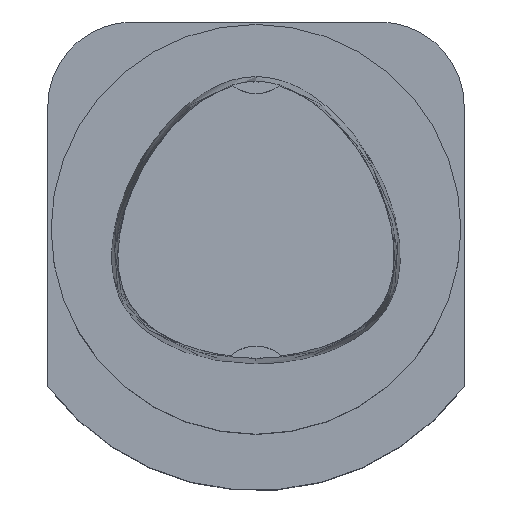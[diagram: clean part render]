
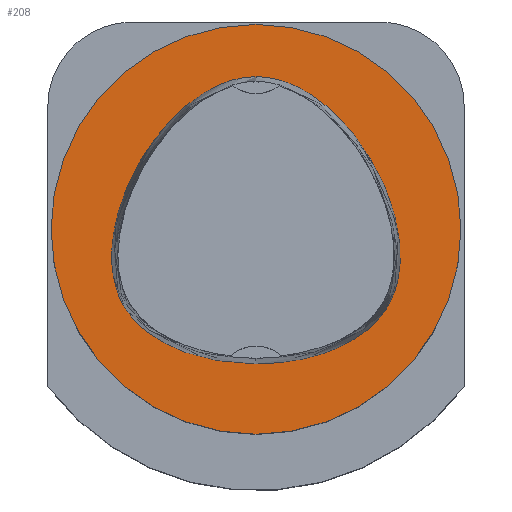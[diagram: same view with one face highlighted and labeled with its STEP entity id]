
A CAD part, top view. The second image highlights one B-rep face of the part: STEP entity #208.
In plain terms, the highlighted planar face has unit normal (0, 0, 1).
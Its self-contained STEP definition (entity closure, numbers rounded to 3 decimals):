
#205=EDGE_CURVE('240[2]',#364,#419,#446,.T.);
#208=ADVANCED_FACE('240[2]',(#449,#450),#451,.T.);
#241=EDGE_CURVE('240[2]',#491,#491,#492,.T.);
#272=EDGE_CURVE('240[2]',#419,#364,#528,.T.);
#364=VERTEX_POINT('',#889);
#419=VERTEX_POINT('',#997);
#446=B_SPLINE_CURVE_WITH_KNOTS('',3,(#1037,#1038,#1039,#1040,#1041,#1042,#1043,#1044,#1045,#1046,#1047,#1048,#1049,#1050,#1051,#1052,#1053,#1054,#1055,#1056),.UNSPECIFIED.,.F.,.F.,(4,2,2,2,2,2,2,2,2,4),(0.0,12.537,20.301,27.626,37.858,52.643,74.802,96.071,106.299,115.973),.UNSPECIFIED.);
#449=FACE_BOUND('',#1060,.T.);
#450=FACE_OUTER_BOUND('',#1061,.T.);
#451=PLANE('',#1062);
#491=VERTEX_POINT('',#1132);
#492=CIRCLE('',#1133,31.493);
#528=B_SPLINE_CURVE_WITH_KNOTS('',3,(#1409,#1410,#1411,#1412,#1413,#1414,#1415,#1416,#1417,#1418,#1419,#1420,#1421,#1422,#1423,#1424,#1425,#1426,#1427,#1428),.UNSPECIFIED.,.F.,.F.,(4,2,2,2,2,2,2,2,2,4),(0.0,4.776,11.273,21.392,34.435,42.606,50.255,61.049,76.294,98.645),.UNSPECIFIED.);
#889=CARTESIAN_POINT('',(0.,-20.675,0.));
#997=CARTESIAN_POINT('',(0.,23.475,0.));
#1037=CARTESIAN_POINT('',(0.07,-20.675,0.));
#1038=CARTESIAN_POINT('',(-4.109,-20.683,0.));
#1039=CARTESIAN_POINT('',(-8.287,-19.956,0.));
#1040=CARTESIAN_POINT('',(-14.082,-17.605,0.));
#1041=CARTESIAN_POINT('',(-16.208,-16.371,0.));
#1042=CARTESIAN_POINT('',(-19.575,-13.185,0.));
#1043=CARTESIAN_POINT('',(-20.433,-11.678,0.));
#1044=CARTESIAN_POINT('',(-21.622,-8.993,0.));
#1045=CARTESIAN_POINT('',(-21.993,-7.308,0.));
#1046=CARTESIAN_POINT('',(-22.314,-3.133,0.));
#1047=CARTESIAN_POINT('',(-22.006,-0.592,0.));
#1048=CARTESIAN_POINT('',(-20.497,5.424,0.));
#1049=CARTESIAN_POINT('',(-18.839,9.102,0.));
#1050=CARTESIAN_POINT('',(-14.476,15.583,0.));
#1051=CARTESIAN_POINT('',(-11.858,18.355,0.));
#1052=CARTESIAN_POINT('',(-7.62,21.285,0.));
#1053=CARTESIAN_POINT('',(-6.128,22.093,0.));
#1054=CARTESIAN_POINT('',(-3.063,23.182,0.));
#1055=CARTESIAN_POINT('',(-1.51,23.484,0.));
#1056=CARTESIAN_POINT('',(0.07,23.475,0.));
#1060=EDGE_LOOP('',(#1607,#1608));
#1061=EDGE_LOOP('',(#1609));
#1062=AXIS2_PLACEMENT_3D('',#1610,#1611,#1612);
#1132=CARTESIAN_POINT('',(-31.493,0.,0.));
#1133=AXIS2_PLACEMENT_3D('',#1657,#1658,#1659);
#1409=CARTESIAN_POINT('',(-0.07,23.475,0.));
#1410=CARTESIAN_POINT('',(1.522,23.484,0.));
#1411=CARTESIAN_POINT('',(3.087,23.177,0.));
#1412=CARTESIAN_POINT('',(6.626,21.911,0.));
#1413=CARTESIAN_POINT('',(8.53,20.764,0.));
#1414=CARTESIAN_POINT('',(12.886,17.32,0.));
#1415=CARTESIAN_POINT('',(15.194,14.633,0.));
#1416=CARTESIAN_POINT('',(19.397,8.088,0.));
#1417=CARTESIAN_POINT('',(21.073,3.976,0.));
#1418=CARTESIAN_POINT('',(22.24,-2.462,0.));
#1419=CARTESIAN_POINT('',(22.346,-5.06,0.));
#1420=CARTESIAN_POINT('',(21.42,-9.835,0.));
#1421=CARTESIAN_POINT('',(20.581,-11.401,0.));
#1422=CARTESIAN_POINT('',(19.016,-13.762,0.));
#1423=CARTESIAN_POINT('',(17.838,-14.94,0.));
#1424=CARTESIAN_POINT('',(14.633,-17.335,0.));
#1425=CARTESIAN_POINT('',(12.452,-18.371,0.));
#1426=CARTESIAN_POINT('',(6.952,-20.185,0.));
#1427=CARTESIAN_POINT('',(3.387,-20.682,0.));
#1428=CARTESIAN_POINT('',(-0.07,-20.675,0.));
#1607=ORIENTED_EDGE('',*,*,#205,.T.);
#1608=ORIENTED_EDGE('',*,*,#272,.T.);
#1609=ORIENTED_EDGE('',*,*,#241,.F.);
#1610=CARTESIAN_POINT('',(-15.746,0.,0.));
#1611=DIRECTION('',(0.,0.,1.0));
#1612=DIRECTION('',(1.0,0.,0.0));
#1657=CARTESIAN_POINT('',(0.0,0.0,0.0));
#1658=DIRECTION('',(0.,0.,-1.0));
#1659=DIRECTION('',(-1.0,0.,0.));
